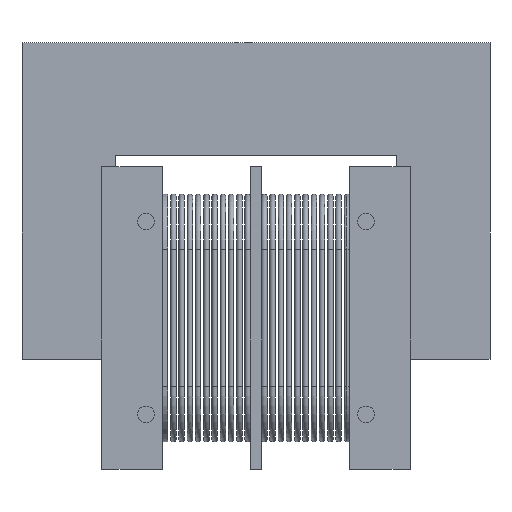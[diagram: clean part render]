
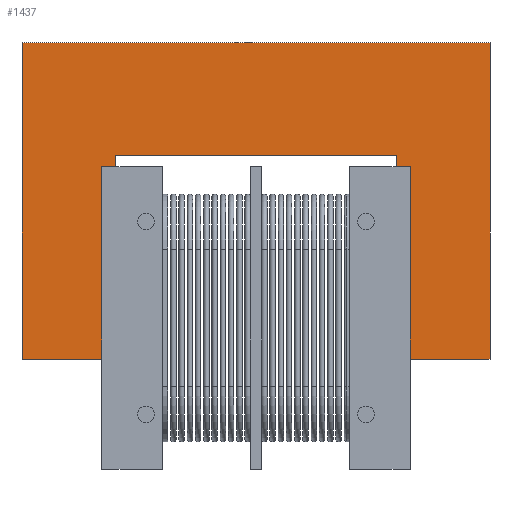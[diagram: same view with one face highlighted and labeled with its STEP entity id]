
A CAD part, front view. The second image highlights one B-rep face of the part: STEP entity #1437.
In plain terms, the highlighted planar face has unit normal (0, -1, 0).
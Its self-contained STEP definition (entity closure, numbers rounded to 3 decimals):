
#149=DIRECTION('',(1.,0.,0.));
#150=VECTOR('',#149,0.065);
#151=CARTESIAN_POINT('',(-5.18,-4.5,5.5));
#152=LINE('',#151,#150);
#165=DIRECTION('',(1.,0.,0.));
#166=VECTOR('',#165,0.065);
#167=CARTESIAN_POINT('',(5.115,-4.5,5.5));
#168=LINE('',#167,#166);
#305=DIRECTION('',(0.,0.,-1.));
#306=VECTOR('',#305,7.);
#307=CARTESIAN_POINT('',(-5.18,-4.5,5.5));
#308=LINE('',#307,#306);
#309=DIRECTION('',(-1.,0.,0.));
#310=VECTOR('',#309,17.);
#311=CARTESIAN_POINT('',(8.5,-4.5,10.));
#312=LINE('',#311,#310);
#313=DIRECTION('',(0.,0.,1.));
#314=VECTOR('',#313,7.);
#315=CARTESIAN_POINT('',(5.18,-4.5,-1.5));
#316=LINE('',#315,#314);
#317=DIRECTION('',(0.,0.,-1.));
#318=VECTOR('',#317,0.4);
#319=CARTESIAN_POINT('',(5.115,-4.5,5.9));
#320=LINE('',#319,#318);
#321=DIRECTION('',(1.,0.,0.));
#322=VECTOR('',#321,10.231);
#323=CARTESIAN_POINT('',(-5.115,-4.5,5.9));
#324=LINE('',#323,#322);
#325=DIRECTION('',(0.,0.,1.));
#326=VECTOR('',#325,0.4);
#327=CARTESIAN_POINT('',(-5.115,-4.5,5.5));
#328=LINE('',#327,#326);
#337=DIRECTION('',(1.,0.,0.));
#338=VECTOR('',#337,3.32);
#339=CARTESIAN_POINT('',(5.18,-4.5,-1.5));
#340=LINE('',#339,#338);
#361=DIRECTION('',(1.,0.,0.));
#362=VECTOR('',#361,3.32);
#363=CARTESIAN_POINT('',(-8.5,-4.5,-1.5));
#364=LINE('',#363,#362);
#365=DIRECTION('',(0.,0.,1.));
#366=VECTOR('',#365,11.5);
#367=CARTESIAN_POINT('',(8.5,-4.5,-1.5));
#368=LINE('',#367,#366);
#385=DIRECTION('',(0.,0.,-1.));
#386=VECTOR('',#385,11.5);
#387=CARTESIAN_POINT('',(-8.5,-4.5,10.));
#388=LINE('',#387,#386);
#790=CARTESIAN_POINT('',(-8.5,-4.5,-1.5));
#792=VERTEX_POINT('',#790);
#793=CARTESIAN_POINT('',(8.5,-4.5,-1.5));
#795=VERTEX_POINT('',#793);
#845=CARTESIAN_POINT('',(5.18,-4.5,-1.5));
#847=VERTEX_POINT('',#845);
#849=CARTESIAN_POINT('',(-5.18,-4.5,-1.5));
#851=VERTEX_POINT('',#849);
#1005=CARTESIAN_POINT('',(-5.115,-4.5,5.9));
#1006=CARTESIAN_POINT('',(5.115,-4.5,5.9));
#1007=VERTEX_POINT('',#1005);
#1008=VERTEX_POINT('',#1006);
#1009=CARTESIAN_POINT('',(8.5,-4.5,10.));
#1010=CARTESIAN_POINT('',(-8.5,-4.5,10.));
#1011=VERTEX_POINT('',#1009);
#1012=VERTEX_POINT('',#1010);
#1021=CARTESIAN_POINT('',(-5.18,-4.5,5.5));
#1022=CARTESIAN_POINT('',(-5.115,-4.5,5.5));
#1023=VERTEX_POINT('',#1021);
#1024=VERTEX_POINT('',#1022);
#1025=CARTESIAN_POINT('',(5.115,-4.5,5.5));
#1026=CARTESIAN_POINT('',(5.18,-4.5,5.5));
#1027=VERTEX_POINT('',#1025);
#1028=VERTEX_POINT('',#1026);
#1409=CARTESIAN_POINT('',(4.5,-4.5,-1.5));
#1410=DIRECTION('',(0.,-1.,0.));
#1411=DIRECTION('',(1.,0.,0.));
#1412=AXIS2_PLACEMENT_3D('',#1409,#1410,#1411);
#1413=PLANE('',#1412);
#1415=ORIENTED_EDGE('',*,*,#1414,.T.);
#1417=ORIENTED_EDGE('',*,*,#1416,.F.);
#1419=ORIENTED_EDGE('',*,*,#1418,.F.);
#1421=ORIENTED_EDGE('',*,*,#1420,.F.);
#1423=ORIENTED_EDGE('',*,*,#1422,.F.);
#1425=ORIENTED_EDGE('',*,*,#1424,.F.);
#1426=ORIENTED_EDGE('',*,*,#1264,.T.);
#1427=ORIENTED_EDGE('',*,*,#1201,.F.);
#1429=ORIENTED_EDGE('',*,*,#1428,.F.);
#1431=ORIENTED_EDGE('',*,*,#1430,.F.);
#1433=ORIENTED_EDGE('',*,*,#1432,.F.);
#1434=ORIENTED_EDGE('',*,*,#1185,.F.);
#1435=EDGE_LOOP('',(#1415,#1417,#1419,#1421,#1423,#1425,#1426,#1427,#1429,#1431,
#1433,#1434));
#1436=FACE_OUTER_BOUND('',#1435,.F.);
#1185=EDGE_CURVE('',#1023,#1024,#152,.T.);
#1201=EDGE_CURVE('',#1027,#1028,#168,.T.);
#1264=EDGE_CURVE('',#847,#1028,#316,.T.);
#1414=EDGE_CURVE('',#1023,#851,#308,.T.);
#1416=EDGE_CURVE('',#792,#851,#364,.T.);
#1418=EDGE_CURVE('',#1012,#792,#388,.T.);
#1420=EDGE_CURVE('',#1011,#1012,#312,.T.);
#1422=EDGE_CURVE('',#795,#1011,#368,.T.);
#1424=EDGE_CURVE('',#847,#795,#340,.T.);
#1428=EDGE_CURVE('',#1008,#1027,#320,.T.);
#1430=EDGE_CURVE('',#1007,#1008,#324,.T.);
#1432=EDGE_CURVE('',#1024,#1007,#328,.T.);
#1437=ADVANCED_FACE('',(#1436),#1413,.T.);
